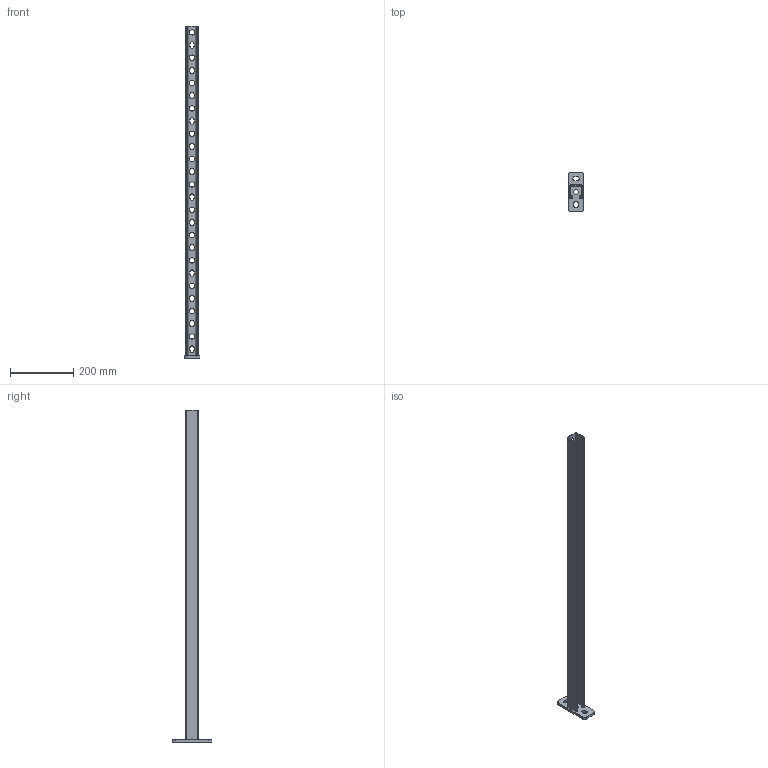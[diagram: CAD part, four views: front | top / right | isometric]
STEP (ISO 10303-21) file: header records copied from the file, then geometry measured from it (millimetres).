
FILE_DESCRIPTION(('STEP AP214'),'1');
FILE_NAME('cctmp_729165A1-29EF-4C04-A4EC-B76041D7574D_2023_03_02_12_33_29_0552..stp','2023-03-02T11:33:29',('MÜPRO Services GmbH'),('CADClick - www.CADClick.com'),'Spatial InterOp 3D',' ','unknown authorization');
FILE_SCHEMA(('AUTOMOTIVE_DESIGN'));
Length unit declared in the file: millimetre
Products named in the file (3): cc_unnamed; 154224_1; 154224
Assembly tree (2 placements, depth 2):
  cc_unnamed
    154224_1
    154224
Bounding box: 50 x 125 x 1048 mm (x, y, z)
Volume: 319716.3 mm3; surface area: 297775.6 mm2
Topology: 2 solids, 2 shells, 158 faces, 462 edges, 308 vertices
Faces by surface type: cylinder 104, plane 54
Entity records: 6794 total; most frequent: DIRECTION 992, CARTESIAN_POINT 931, ORIENTED_EDGE 924, EDGE_CURVE 462, AXIS2_PLACEMENT_3D 369, VERTEX_POINT 308, LINE 254, VECTOR 254
